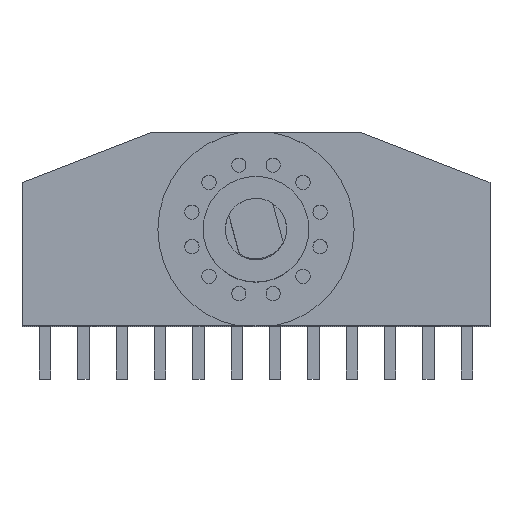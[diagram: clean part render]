
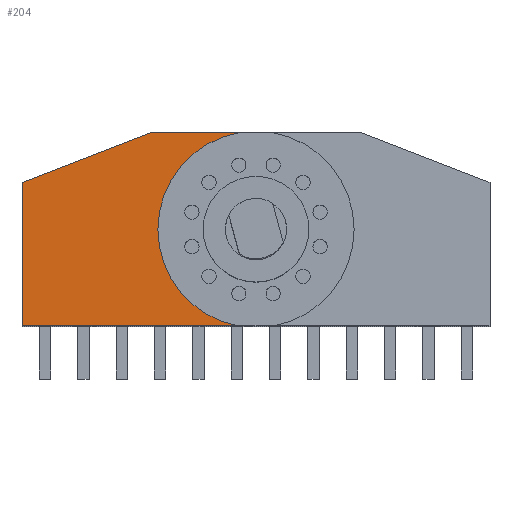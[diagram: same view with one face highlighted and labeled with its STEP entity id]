
A CAD part, top view. The second image highlights one B-rep face of the part: STEP entity #204.
In plain terms, the highlighted planar face has unit normal (0, 0, 1).
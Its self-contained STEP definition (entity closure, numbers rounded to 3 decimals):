
#24 = VERTEX_POINT('',#25);
#25 = CARTESIAN_POINT('',(0.,0.,9.));
#31 = EDGE_CURVE('',#24,#32,#34,.T.);
#32 = VERTEX_POINT('',#33);
#33 = CARTESIAN_POINT('',(0.,9.5,9.));
#34 = LINE('',#35,#36);
#35 = CARTESIAN_POINT('',(0.,0.,9.));
#36 = VECTOR('',#37,1.);
#37 = DIRECTION('',(0.,1.,0.));
#102 = VERTEX_POINT('',#103);
#103 = CARTESIAN_POINT('',(14.364,0.,9.));
#109 = EDGE_CURVE('',#102,#24,#110,.T.);
#110 = LINE('',#111,#112);
#111 = CARTESIAN_POINT('',(31.,0.,9.));
#112 = VECTOR('',#113,1.);
#113 = DIRECTION('',(-1.,0.,0.));
#147 = EDGE_CURVE('',#32,#148,#150,.T.);
#148 = VERTEX_POINT('',#149);
#149 = CARTESIAN_POINT('',(8.5,12.8,9.));
#150 = LINE('',#151,#152);
#151 = CARTESIAN_POINT('',(0.,9.5,9.));
#152 = VECTOR('',#153,1.);
#153 = DIRECTION('',(0.932,0.362,0.)
  );
#204 = ADVANCED_FACE('',(#205),#225,.F.);
#205 = FACE_BOUND('',#206,.F.);
#206 = EDGE_LOOP('',(#207,#208,#209,#210,#218));
#207 = ORIENTED_EDGE('',*,*,#109,.T.);
#208 = ORIENTED_EDGE('',*,*,#31,.T.);
#209 = ORIENTED_EDGE('',*,*,#147,.T.);
#210 = ORIENTED_EDGE('',*,*,#211,.T.);
#211 = EDGE_CURVE('',#148,#212,#214,.T.);
#212 = VERTEX_POINT('',#213);
#213 = CARTESIAN_POINT('',(14.364,12.8,9.));
#214 = LINE('',#215,#216);
#215 = CARTESIAN_POINT('',(8.5,12.8,9.));
#216 = VECTOR('',#217,1.);
#217 = DIRECTION('',(1.,0.,0.));
#218 = ORIENTED_EDGE('',*,*,#219,.T.);
#219 = EDGE_CURVE('',#212,#102,#220,.T.);
#220 = CIRCLE('',#221,6.5);
#221 = AXIS2_PLACEMENT_3D('',#222,#223,#224);
#222 = CARTESIAN_POINT('',(15.5,6.4,9.));
#223 = DIRECTION('',(-0.,0.,1.));
#224 = DIRECTION('',(1.,0.,0.));
#225 = PLANE('',#226);
#226 = AXIS2_PLACEMENT_3D('',#227,#228,#229);
#227 = CARTESIAN_POINT('',(15.5,5.749,9.));
#228 = DIRECTION('',(0.,0.,-1.));
#229 = DIRECTION('',(0.,1.,0.));
